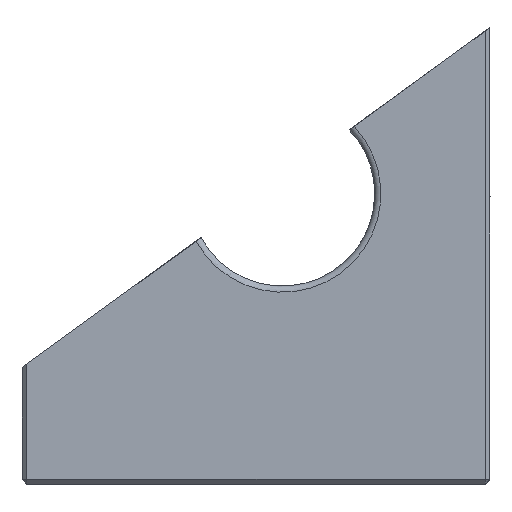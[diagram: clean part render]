
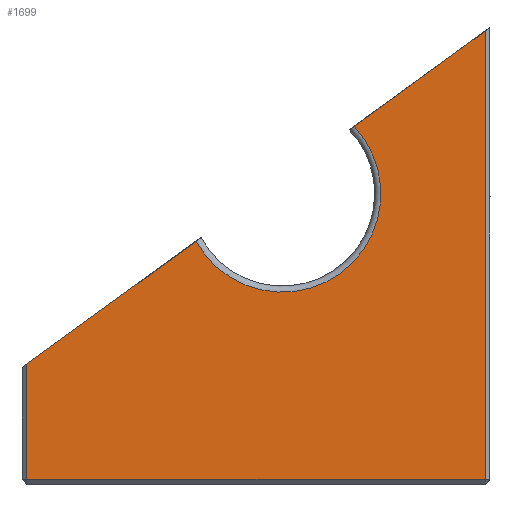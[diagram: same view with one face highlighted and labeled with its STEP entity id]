
A CAD part, front view. The second image highlights one B-rep face of the part: STEP entity #1699.
In plain terms, the highlighted planar face has unit normal (0, -1, 0).
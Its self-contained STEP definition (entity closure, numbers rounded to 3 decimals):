
#63 = DIRECTION ( 'NONE',  ( -0.588, 0., 0.809 ) ) ;
#117 = ORIENTED_EDGE ( 'NONE', *, *, #3561, .T. ) ;
#894 = EDGE_CURVE ( 'NONE', #6599, #5122, #4356, .T. ) ;
#936 = VERTEX_POINT ( 'NONE', #6158 ) ;
#1022 = DIRECTION ( 'NONE',  ( 0., -1., 0. ) ) ;
#1074 = ORIENTED_EDGE ( 'NONE', *, *, #7592, .T. ) ;
#1166 = AXIS2_PLACEMENT_3D ( 'NONE', #3107, #8912, #2319 ) ;
#1219 = CARTESIAN_POINT ( 'NONE',  ( 36.798, -51.75, 0.4 ) ) ;
#1380 = CARTESIAN_POINT ( 'NONE',  ( 0.4, -51.75, 0.4 ) ) ;
#1434 = CARTESIAN_POINT ( 'NONE',  ( 29.078, -51.75, 11.026 ) ) ;
#1590 = VECTOR ( 'NONE', #4198, 1000. ) ;
#1699 = ADVANCED_FACE ( 'NONE', ( #8682 ), #8725, .T. ) ;
#2073 = CIRCLE ( 'NONE', #1166, 8. ) ;
#2075 = LINE ( 'NONE', #6371, #1590 ) ;
#2088 = VERTEX_POINT ( 'NONE', #5297 ) ;
#2319 = DIRECTION ( 'NONE',  ( 0., 0., 1. ) ) ;
#2342 = CARTESIAN_POINT ( 'NONE',  ( 46.847, -51.75, 38. ) ) ;
#3107 = CARTESIAN_POINT ( 'NONE',  ( 23.604, -51.75, 16.86 ) ) ;
#3118 = DIRECTION ( 'NONE',  ( 0., 0., -1. ) ) ;
#3164 = VECTOR ( 'NONE', #7798, 1000. ) ;
#3385 = VERTEX_POINT ( 'NONE', #7700 ) ;
#3561 = EDGE_CURVE ( 'NONE', #5122, #3573, #8465, .T. ) ;
#3573 = VERTEX_POINT ( 'NONE', #1434 ) ;
#4198 = DIRECTION ( 'NONE',  ( -1., 0., 0. ) ) ;
#4220 = AXIS2_PLACEMENT_3D ( 'NONE', #2342, #1022, #5151 ) ;
#4356 = LINE ( 'NONE', #7193, #3164 ) ;
#5099 = CARTESIAN_POINT ( 'NONE',  ( 0.4, -51.75, 38. ) ) ;
#5122 = VERTEX_POINT ( 'NONE', #1219 ) ;
#5151 = DIRECTION ( 'NONE',  ( 0., 0., 1. ) ) ;
#5297 = CARTESIAN_POINT ( 'NONE',  ( 19.747, -51.75, 23.869 ) ) ;
#5359 = ORIENTED_EDGE ( 'NONE', *, *, #7420, .T. ) ;
#5384 = CARTESIAN_POINT ( 'NONE',  ( 22.39, -51.75, 20.231 ) ) ;
#5401 = VECTOR ( 'NONE', #63, 1000. ) ;
#5874 = VECTOR ( 'NONE', #6945, 1000. ) ;
#6084 = ORIENTED_EDGE ( 'NONE', *, *, #7309, .T. ) ;
#6158 = CARTESIAN_POINT ( 'NONE',  ( 0.4, -51.75, 37.6 ) ) ;
#6346 = ORIENTED_EDGE ( 'NONE', *, *, #9088, .T. ) ;
#6371 = CARTESIAN_POINT ( 'NONE',  ( 46.847, -51.75, 37.6 ) ) ;
#6538 = EDGE_LOOP ( 'NONE', ( #6976, #117, #6346, #6084, #5359, #1074 ) ) ;
#6599 = VERTEX_POINT ( 'NONE', #1380 ) ;
#6940 = VECTOR ( 'NONE', #3118, 1000. ) ;
#6945 = DIRECTION ( 'NONE',  ( -0.588, 0., 0.809 ) ) ;
#6976 = ORIENTED_EDGE ( 'NONE', *, *, #894, .T. ) ;
#7193 = CARTESIAN_POINT ( 'NONE',  ( 46.847, -51.75, 0.4 ) ) ;
#7309 = EDGE_CURVE ( 'NONE', #2088, #3385, #8170, .T. ) ;
#7390 = LINE ( 'NONE', #5099, #6940 ) ;
#7420 = EDGE_CURVE ( 'NONE', #3385, #936, #2075, .T. ) ;
#7592 = EDGE_CURVE ( 'NONE', #936, #6599, #7390, .T. ) ;
#7700 = CARTESIAN_POINT ( 'NONE',  ( 9.771, -51.75, 37.6 ) ) ;
#7798 = DIRECTION ( 'NONE',  ( 1., 0., 0. ) ) ;
#8170 = LINE ( 'NONE', #5384, #5874 ) ;
#8465 = LINE ( 'NONE', #8597, #5401 ) ;
#8597 = CARTESIAN_POINT ( 'NONE',  ( 22.39, -51.75, 20.231 ) ) ;
#8682 = FACE_OUTER_BOUND ( 'NONE', #6538, .T. ) ;
#8725 = PLANE ( 'NONE',  #4220 ) ;
#8912 = DIRECTION ( 'NONE',  ( 0., 1., 0. ) ) ;
#9088 = EDGE_CURVE ( 'NONE', #3573, #2088, #2073, .T. ) ;
